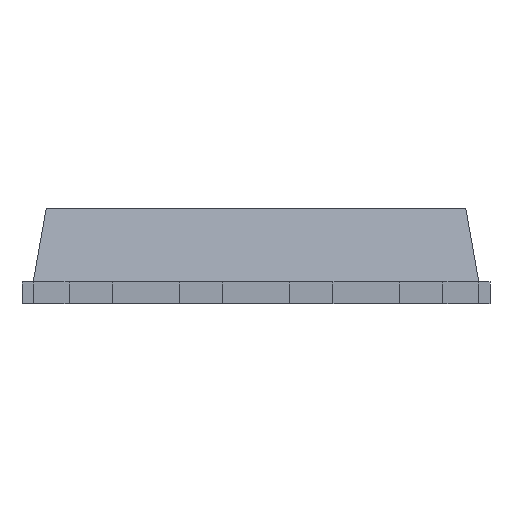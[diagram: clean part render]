
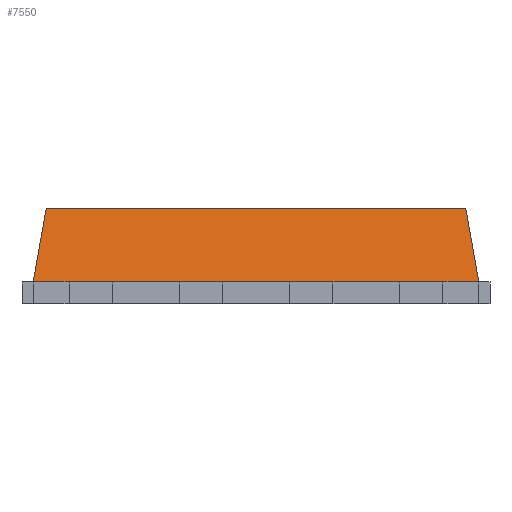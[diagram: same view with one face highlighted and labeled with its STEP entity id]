
A CAD part, front view. The second image highlights one B-rep face of the part: STEP entity #7550.
In plain terms, the highlighted planar face has unit normal (0, -0.985, 0.174).
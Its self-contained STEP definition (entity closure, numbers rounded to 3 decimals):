
#348=PLANE('',#8303);
#745=FACE_OUTER_BOUND('',#1160,.T.);
#1160=EDGE_LOOP('',(#6917,#6918,#6919,#6920,#6921,#6922,#6923,#6924,#6925,
#6926,#6927,#6928));
#1638=LINE('',#12083,#2386);
#1810=LINE('',#12464,#2558);
#1813=LINE('',#12469,#2561);
#1816=LINE('',#12476,#2564);
#1826=LINE('',#12496,#2574);
#1833=LINE('',#12523,#2581);
#1839=LINE('',#12538,#2587);
#1845=LINE('',#12556,#2593);
#1889=LINE('',#12673,#2637);
#1904=LINE('',#12711,#2652);
#1911=LINE('',#12728,#2659);
#1913=LINE('',#12732,#2661);
#2386=VECTOR('',#9901,10.);
#2558=VECTOR('',#10251,5.15);
#2561=VECTOR('',#10256,5.15);
#2564=VECTOR('',#10263,5.15);
#2574=VECTOR('',#10277,5.15);
#2581=VECTOR('',#10308,5.15);
#2587=VECTOR('',#10320,5.15);
#2593=VECTOR('',#10334,5.15);
#2637=VECTOR('',#10460,5.15);
#2652=VECTOR('',#10499,5.15);
#2659=VECTOR('',#10520,0.688);
#2661=VECTOR('',#10526,0.688);
#3513=VERTEX_POINT('',#12076);
#3516=VERTEX_POINT('',#12081);
#3632=VERTEX_POINT('',#12449);
#3635=VERTEX_POINT('',#12461);
#3636=VERTEX_POINT('',#12463);
#3637=VERTEX_POINT('',#12467);
#3638=VERTEX_POINT('',#12473);
#3639=VERTEX_POINT('',#12475);
#3643=VERTEX_POINT('',#12486);
#3647=VERTEX_POINT('',#12494);
#3652=VERTEX_POINT('',#12514);
#3669=VERTEX_POINT('',#12555);
#4478=EDGE_CURVE('',#3516,#3513,#1638,.T.);
#4669=EDGE_CURVE('',#3635,#3636,#1810,.T.);
#4672=EDGE_CURVE('',#3632,#3637,#1813,.T.);
#4675=EDGE_CURVE('',#3638,#3639,#1816,.T.);
#4685=EDGE_CURVE('',#3647,#3643,#1826,.T.);
#4698=EDGE_CURVE('',#3652,#3635,#1833,.T.);
#4706=EDGE_CURVE('',#3639,#3647,#1839,.T.);
#4715=EDGE_CURVE('',#3643,#3669,#1845,.T.);
#4774=EDGE_CURVE('',#3637,#3638,#1889,.T.);
#4793=EDGE_CURVE('',#3669,#3652,#1904,.T.);
#4802=EDGE_CURVE('',#3632,#3513,#1911,.T.);
#4804=EDGE_CURVE('',#3636,#3516,#1913,.T.);
#6917=ORIENTED_EDGE('',*,*,#4802,.T.);
#6918=ORIENTED_EDGE('',*,*,#4478,.F.);
#6919=ORIENTED_EDGE('',*,*,#4804,.F.);
#6920=ORIENTED_EDGE('',*,*,#4669,.F.);
#6921=ORIENTED_EDGE('',*,*,#4698,.F.);
#6922=ORIENTED_EDGE('',*,*,#4793,.F.);
#6923=ORIENTED_EDGE('',*,*,#4715,.F.);
#6924=ORIENTED_EDGE('',*,*,#4685,.F.);
#6925=ORIENTED_EDGE('',*,*,#4706,.F.);
#6926=ORIENTED_EDGE('',*,*,#4675,.F.);
#6927=ORIENTED_EDGE('',*,*,#4774,.F.);
#6928=ORIENTED_EDGE('',*,*,#4672,.F.);
#7550=ADVANCED_FACE('',(#745),#348,.T.);
#8303=AXIS2_PLACEMENT_3D('',#12731,#10524,#10525);
#9901=DIRECTION('',(1.,0.,0.));
#10251=DIRECTION('',(-1.,0.,0.));
#10256=DIRECTION('',(-1.,0.,0.));
#10263=DIRECTION('',(-1.,0.,0.));
#10277=DIRECTION('',(-1.,0.,0.));
#10308=DIRECTION('',(-1.,0.,0.));
#10320=DIRECTION('',(-1.,0.,0.));
#10334=DIRECTION('',(-1.,0.,0.));
#10460=DIRECTION('',(-1.,0.,0.));
#10499=DIRECTION('',(-1.,0.,0.));
#10520=DIRECTION('',(-0.171,0.171,0.97));
#10524=DIRECTION('center_axis',(0.,-0.985,
0.174));
#10525=DIRECTION('ref_axis',(1.,0.,0.));
#10526=DIRECTION('',(0.171,0.171,0.97));
#12076=CARTESIAN_POINT('',(2.425,-2.59,1.1));
#12081=CARTESIAN_POINT('',(-2.425,-2.59,1.1));
#12083=CARTESIAN_POINT('',(1.288,-2.59,1.1));
#12449=CARTESIAN_POINT('',(2.575,-2.74,0.25));
#12461=CARTESIAN_POINT('',(-2.125,-2.74,0.25));
#12463=CARTESIAN_POINT('',(-2.575,-2.74,0.25));
#12464=CARTESIAN_POINT('',(2.575,-2.74,0.25));
#12467=CARTESIAN_POINT('',(2.125,-2.74,0.25));
#12469=CARTESIAN_POINT('',(2.575,-2.74,0.25));
#12473=CARTESIAN_POINT('',(1.685,-2.74,0.25));
#12475=CARTESIAN_POINT('',(0.855,-2.74,0.25));
#12476=CARTESIAN_POINT('',(2.575,-2.74,0.25));
#12486=CARTESIAN_POINT('',(-0.412,-2.74,0.25));
#12494=CARTESIAN_POINT('',(0.412,-2.74,0.25));
#12496=CARTESIAN_POINT('',(2.575,-2.74,0.25));
#12514=CARTESIAN_POINT('',(-1.682,-2.74,0.25));
#12523=CARTESIAN_POINT('',(2.575,-2.74,0.25));
#12538=CARTESIAN_POINT('',(2.575,-2.74,0.25));
#12555=CARTESIAN_POINT('',(-0.858,-2.74,0.25));
#12556=CARTESIAN_POINT('',(2.575,-2.74,0.25));
#12673=CARTESIAN_POINT('',(2.575,-2.74,0.25));
#12711=CARTESIAN_POINT('',(2.575,-2.74,0.25));
#12728=CARTESIAN_POINT('',(2.495,-2.66,0.705));
#12731=CARTESIAN_POINT('Origin',(2.575,-2.74,0.25));
#12732=CARTESIAN_POINT('',(-2.5,-2.665,0.677));
